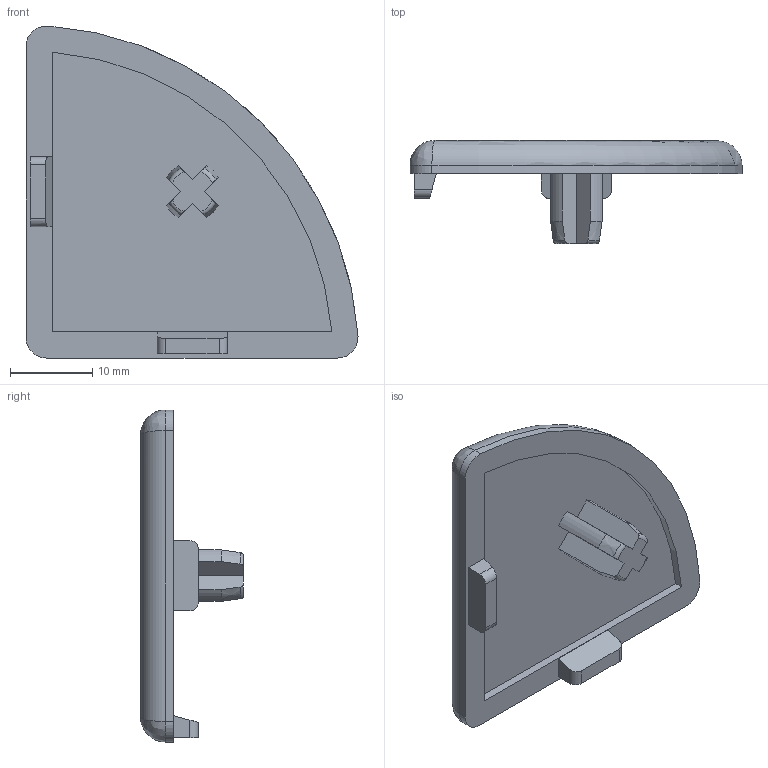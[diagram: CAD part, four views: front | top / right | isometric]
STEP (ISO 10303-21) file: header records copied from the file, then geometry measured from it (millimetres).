
FILE_DESCRIPTION(('FreeCAD Model'),'2;1');
FILE_NAME('Open CASCADE Shape Model','2024-04-03T10:53:43',(''),(''), 'Open CASCADE STEP processor 7.6','FreeCAD','Unknown');
FILE_SCHEMA(('AUTOMOTIVE_DESIGN { 1 0 10303 214 1 1 1 1 }'));
Length unit declared in the file: millimetre
Products named in the file (1): STI8-C4040R40
Bounding box: 40.31 x 12.5 x 40.31 mm (x, y, z)
Volume: 4321.2 mm3; surface area: 3414.8 mm2
Topology: 1 solids, 1 shells, 53 faces, 135 edges, 85 vertices
Faces by surface type: plane 26, cylinder 15, torus 5, cone 4, bspline 3
Entity records: 5790 total; most frequent: CARTESIAN_POINT 3182, DIRECTION 460, LINE 265, VECTOR 265, ORIENTED_EDGE 264, PCURVE 264, DEFINITIONAL_REPRESENTATION 264, EDGE_CURVE 132
